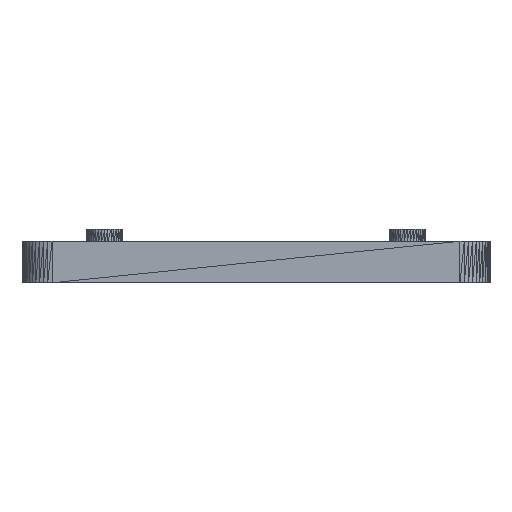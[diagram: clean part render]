
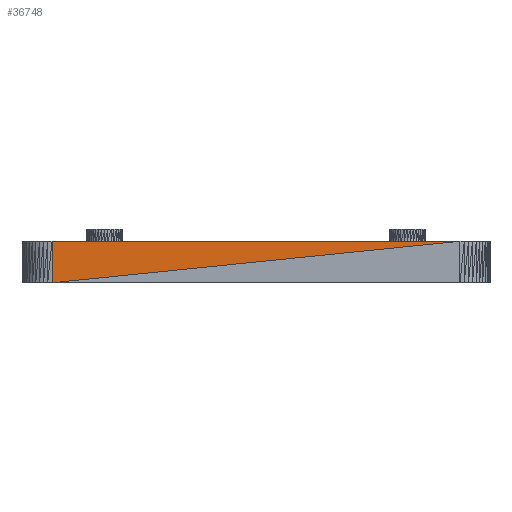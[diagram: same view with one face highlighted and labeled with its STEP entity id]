
A CAD part, left-side view. The second image highlights one B-rep face of the part: STEP entity #36748.
In plain terms, the highlighted planar face has unit normal (-1, 0, 0).
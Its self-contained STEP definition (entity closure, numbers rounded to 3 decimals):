
#2278=FACE_OUTER_BOUND('',#5412,.T.);
#5412=EDGE_LOOP('',(#28738,#28739,#28740));
#9368=LINE('',#57903,#14068);
#9832=LINE('',#58830,#14532);
#9833=LINE('',#58832,#14533);
#14068=VECTOR('',#47810,10.);
#14532=VECTOR('',#48844,10.);
#14533=VECTOR('',#48847,10.);
#16609=VERTEX_POINT('',#57148);
#16621=VERTEX_POINT('',#57196);
#16952=VERTEX_POINT('',#58762);
#20336=EDGE_CURVE('',#16621,#16609,#9368,.T.);
#20800=EDGE_CURVE('',#16621,#16952,#9832,.T.);
#20801=EDGE_CURVE('',#16952,#16609,#9833,.T.);
#28738=ORIENTED_EDGE('',*,*,#20801,.F.);
#28739=ORIENTED_EDGE('',*,*,#20800,.F.);
#28740=ORIENTED_EDGE('',*,*,#20336,.T.);
#33614=PLANE('',#39896);
#36748=ADVANCED_FACE('',(#2278),#33614,.T.);
#39896=AXIS2_PLACEMENT_3D('',#58831,#48845,#48846);
#47810=DIRECTION('',(0.,1.,0.));
#48844=DIRECTION('',(0.,0.995,-0.101));
#48845=DIRECTION('center_axis',(-1.,0.,0.));
#48846=DIRECTION('ref_axis',(0.,0.,1.));
#48847=DIRECTION('',(0.,0.,1.));
#57148=CARTESIAN_POINT('',(-129.122,72.424,5.4));
#57196=CARTESIAN_POINT('',(-129.122,4.464,5.4));
#57903=CARTESIAN_POINT('',(-129.122,4.464,5.4));
#58762=CARTESIAN_POINT('',(-129.122,72.424,-1.5));
#58830=CARTESIAN_POINT('',(-129.122,4.464,5.4));
#58831=CARTESIAN_POINT('Origin',(-129.122,4.464,5.4));
#58832=CARTESIAN_POINT('',(-129.122,72.424,-1.5));
